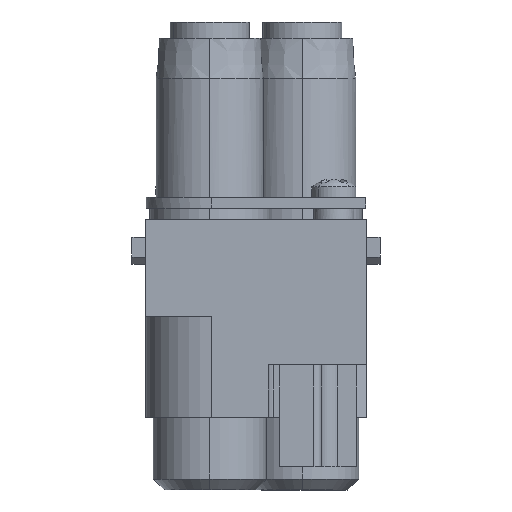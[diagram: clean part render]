
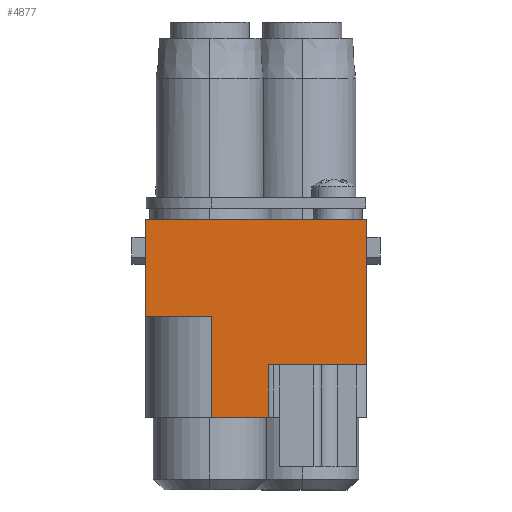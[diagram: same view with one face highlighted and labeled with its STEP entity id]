
A CAD part, left-side view. The second image highlights one B-rep face of the part: STEP entity #4877.
In plain terms, the highlighted planar face has unit normal (-1, 0, 0).
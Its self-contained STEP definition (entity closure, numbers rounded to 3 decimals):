
#4839=AXIS2_PLACEMENT_3D('Plane Axis2P3D',#4836,#4837,#4838) ;
#4317=CARTESIAN_POINT('Vertex',(0.,32.2,23.9)) ;
#4320=CARTESIAN_POINT('Line Origine',(0.,32.2,30.5)) ;
#4324=CARTESIAN_POINT('Vertex',(0.,32.2,37.1)) ;
#4725=CARTESIAN_POINT('Vertex',(0.,15.4,10.)) ;
#4728=CARTESIAN_POINT('Line Origine',(0.,19.3,10.)) ;
#4732=CARTESIAN_POINT('Vertex',(0.,23.2,10.)) ;
#4805=CARTESIAN_POINT('Vertex',(0.,23.2,23.9)) ;
#4808=CARTESIAN_POINT('Line Origine',(0.,23.2,10.)) ;
#4825=CARTESIAN_POINT('Line Origine',(0.,27.7,23.9)) ;
#4836=CARTESIAN_POINT('Axis2P3D Location',(0.,1.9,37.1)) ;
#4841=CARTESIAN_POINT('Line Origine',(0.,15.4,13.6)) ;
#4845=CARTESIAN_POINT('Vertex',(0.,15.4,17.2)) ;
#4848=CARTESIAN_POINT('Line Origine',(0.,8.65,17.2)) ;
#4852=CARTESIAN_POINT('Vertex',(0.,1.9,17.2)) ;
#4855=CARTESIAN_POINT('Line Origine',(0.,1.9,27.15)) ;
#4859=CARTESIAN_POINT('Vertex',(0.,1.9,37.1)) ;
#4862=CARTESIAN_POINT('Line Origine',(0.,17.05,37.1)) ;
#4321=DIRECTION('Vector Direction',(0.,0.,-1.)) ;
#4729=DIRECTION('Vector Direction',(0.,1.,0.)) ;
#4809=DIRECTION('Vector Direction',(0.,0.,1.)) ;
#4826=DIRECTION('Vector Direction',(0.,1.,0.)) ;
#4837=DIRECTION('Axis2P3D Direction',(1.,0.,0.)) ;
#4838=DIRECTION('Axis2P3D XDirection',(0.,-1.,0.)) ;
#4842=DIRECTION('Vector Direction',(0.,0.,1.)) ;
#4849=DIRECTION('Vector Direction',(0.,-1.,0.)) ;
#4856=DIRECTION('Vector Direction',(0.,0.,-1.)) ;
#4863=DIRECTION('Vector Direction',(0.,-1.,0.)) ;
#4322=VECTOR('Line Direction',#4321,1.) ;
#4730=VECTOR('Line Direction',#4729,1.) ;
#4810=VECTOR('Line Direction',#4809,1.) ;
#4827=VECTOR('Line Direction',#4826,1.) ;
#4843=VECTOR('Line Direction',#4842,1.) ;
#4850=VECTOR('Line Direction',#4849,1.) ;
#4857=VECTOR('Line Direction',#4856,1.) ;
#4864=VECTOR('Line Direction',#4863,1.) ;
#4868=ORIENTED_EDGE('',*,*,#4812,.F.) ;
#4869=ORIENTED_EDGE('',*,*,#4734,.F.) ;
#4870=ORIENTED_EDGE('',*,*,#4847,.T.) ;
#4871=ORIENTED_EDGE('',*,*,#4854,.T.) ;
#4872=ORIENTED_EDGE('',*,*,#4861,.F.) ;
#4873=ORIENTED_EDGE('',*,*,#4866,.F.) ;
#4874=ORIENTED_EDGE('',*,*,#4326,.T.) ;
#4875=ORIENTED_EDGE('',*,*,#4829,.F.) ;
#4877=ADVANCED_FACE('Hauptkoerper',(#4876),#4840,.F.) ;
#4326=EDGE_CURVE('',#4325,#4318,#4323,.T.) ;
#4734=EDGE_CURVE('',#4726,#4733,#4731,.T.) ;
#4812=EDGE_CURVE('',#4733,#4806,#4811,.T.) ;
#4829=EDGE_CURVE('',#4806,#4318,#4828,.T.) ;
#4847=EDGE_CURVE('',#4726,#4846,#4844,.T.) ;
#4854=EDGE_CURVE('',#4846,#4853,#4851,.T.) ;
#4861=EDGE_CURVE('',#4860,#4853,#4858,.T.) ;
#4866=EDGE_CURVE('',#4325,#4860,#4865,.T.) ;
#4867=EDGE_LOOP('',(#4868,#4869,#4870,#4871,#4872,#4873,#4874,#4875)) ;
#4876=FACE_OUTER_BOUND('',#4867,.T.) ;
#4323=LINE('Line',#4320,#4322) ;
#4731=LINE('Line',#4728,#4730) ;
#4811=LINE('Line',#4808,#4810) ;
#4828=LINE('Line',#4825,#4827) ;
#4844=LINE('Line',#4841,#4843) ;
#4851=LINE('Line',#4848,#4850) ;
#4858=LINE('Line',#4855,#4857) ;
#4865=LINE('Line',#4862,#4864) ;
#4840=PLANE('',#4839) ;
#4318=VERTEX_POINT('',#4317) ;
#4325=VERTEX_POINT('',#4324) ;
#4726=VERTEX_POINT('',#4725) ;
#4733=VERTEX_POINT('',#4732) ;
#4806=VERTEX_POINT('',#4805) ;
#4846=VERTEX_POINT('',#4845) ;
#4853=VERTEX_POINT('',#4852) ;
#4860=VERTEX_POINT('',#4859) ;
